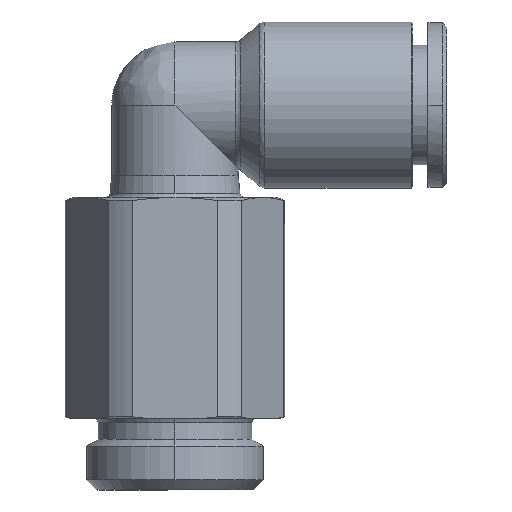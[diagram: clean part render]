
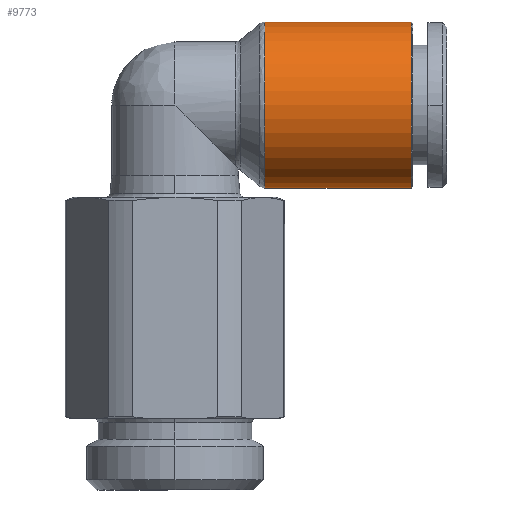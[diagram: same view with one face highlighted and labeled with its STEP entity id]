
A CAD part, front view. The second image highlights one B-rep face of the part: STEP entity #9773.
In plain terms, the highlighted cylindrical face has radius 9.85 mm (diameter 19.7 mm), a partial arc.
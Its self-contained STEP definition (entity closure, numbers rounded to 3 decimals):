
#560 = VERTEX_POINT ( 'NONE', #14954 ) ;
#676 = CIRCLE ( 'NONE', #9259, 9.85 ) ;
#957 = DIRECTION ( 'NONE',  ( 0., 0., -1. ) ) ;
#1664 = DIRECTION ( 'NONE',  ( 0., 0., -1. ) ) ;
#1681 = VERTEX_POINT ( 'NONE', #3499 ) ;
#2301 = VERTEX_POINT ( 'NONE', #5267 ) ;
#2732 = LINE ( 'NONE', #11561, #10966 ) ;
#2782 = EDGE_CURVE ( 'NONE', #2301, #5786, #2732, .T. ) ;
#2834 = DIRECTION ( 'NONE',  ( 0., 0., -1. ) ) ;
#2861 = DIRECTION ( 'NONE',  ( 1., 0., 0. ) ) ;
#3295 = AXIS2_PLACEMENT_3D ( 'NONE', #7520, #14371, #14476 ) ;
#3499 = CARTESIAN_POINT ( 'NONE',  ( 12.572, 0., -9.85 ) ) ;
#3525 = ORIENTED_EDGE ( 'NONE', *, *, #10597, .F. ) ;
#3686 = EDGE_CURVE ( 'NONE', #560, #5786, #676, .T. ) ;
#4294 = EDGE_LOOP ( 'NONE', ( #6753, #3525, #9577, #8211, #11081 ) ) ;
#4429 = AXIS2_PLACEMENT_3D ( 'NONE', #9913, #7509, #1664 ) ;
#4957 = AXIS2_PLACEMENT_3D ( 'NONE', #11258, #2861, #957 ) ;
#5123 = CARTESIAN_POINT ( 'NONE',  ( -4.764, 0., -9.85 ) ) ;
#5267 = CARTESIAN_POINT ( 'NONE',  ( -4.764, 0., 9.85 ) ) ;
#5269 = DIRECTION ( 'NONE',  ( 1., 0., 0. ) ) ;
#5786 = VERTEX_POINT ( 'NONE', #6288 ) ;
#6288 = CARTESIAN_POINT ( 'NONE',  ( 12.572, 0., 9.85 ) ) ;
#6393 = CARTESIAN_POINT ( 'NONE',  ( 2.872, 0., -9.85 ) ) ;
#6753 = ORIENTED_EDGE ( 'NONE', *, *, #2782, .F. ) ;
#7506 = CIRCLE ( 'NONE', #3295, 9.85 ) ;
#7509 = DIRECTION ( 'NONE',  ( -1., 0., 0. ) ) ;
#7520 = CARTESIAN_POINT ( 'NONE',  ( -4.764, 0., 0. ) ) ;
#8048 = EDGE_CURVE ( 'NONE', #1681, #560, #13569, .T. ) ;
#8211 = ORIENTED_EDGE ( 'NONE', *, *, #8048, .T. ) ;
#8709 = LINE ( 'NONE', #6393, #10542 ) ;
#8775 = DIRECTION ( 'NONE',  ( -1., 0., 0. ) ) ;
#9259 = AXIS2_PLACEMENT_3D ( 'NONE', #12334, #8775, #2834 ) ;
#9577 = ORIENTED_EDGE ( 'NONE', *, *, #13059, .T. ) ;
#9773 = ADVANCED_FACE ( 'NONE', ( #14271 ), #12475, .T. ) ;
#9913 = CARTESIAN_POINT ( 'NONE',  ( 12.572, 0., 0. ) ) ;
#10542 = VECTOR ( 'NONE', #5269, 1000. ) ;
#10597 = EDGE_CURVE ( 'NONE', #11798, #2301, #7506, .T. ) ;
#10966 = VECTOR ( 'NONE', #11662, 1000. ) ;
#11081 = ORIENTED_EDGE ( 'NONE', *, *, #3686, .T. ) ;
#11258 = CARTESIAN_POINT ( 'NONE',  ( 2.872, 0., 0. ) ) ;
#11561 = CARTESIAN_POINT ( 'NONE',  ( 2.872, 0., 9.85 ) ) ;
#11662 = DIRECTION ( 'NONE',  ( 1., 0., 0. ) ) ;
#11798 = VERTEX_POINT ( 'NONE', #5123 ) ;
#12334 = CARTESIAN_POINT ( 'NONE',  ( 12.572, 0., 0. ) ) ;
#12475 = CYLINDRICAL_SURFACE ( 'NONE', #4957, 9.85 ) ;
#13059 = EDGE_CURVE ( 'NONE', #11798, #1681, #8709, .T. ) ;
#13569 = CIRCLE ( 'NONE', #4429, 9.85 ) ;
#14271 = FACE_OUTER_BOUND ( 'NONE', #4294, .T. ) ;
#14371 = DIRECTION ( 'NONE',  ( -1., 0., 0. ) ) ;
#14476 = DIRECTION ( 'NONE',  ( 0., 0., -1. ) ) ;
#14954 = CARTESIAN_POINT ( 'NONE',  ( 12.572, -9.85, 0. ) ) ;
